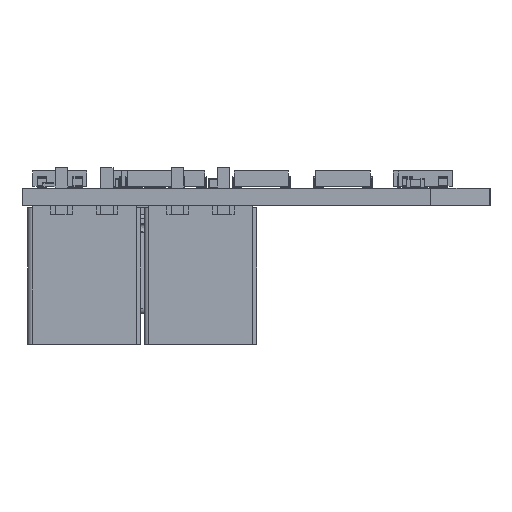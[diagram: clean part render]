
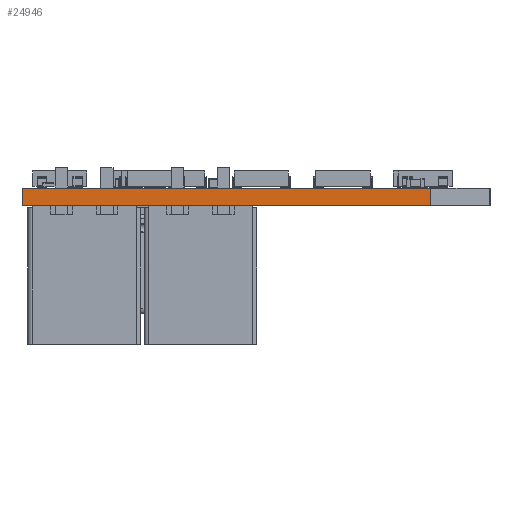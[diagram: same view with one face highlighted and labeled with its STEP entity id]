
A CAD part, left-side view. The second image highlights one B-rep face of the part: STEP entity #24946.
In plain terms, the highlighted planar face has unit normal (-1, 0, 0).
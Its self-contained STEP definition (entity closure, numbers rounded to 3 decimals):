
#23199 = PLANE('',#23200);
#23200 = AXIS2_PLACEMENT_3D('',#23201,#23202,#23203);
#23201 = CARTESIAN_POINT('',(77.6,-38.3,0.));
#23202 = DIRECTION('',(0.002,1.,-0.));
#23203 = DIRECTION('',(1.,-0.002,0.));
#23227 = PLANE('',#23228);
#23228 = AXIS2_PLACEMENT_3D('',#23229,#23230,#23231);
#23229 = CARTESIAN_POINT('',(116.407,-60.208,1.58));
#23230 = DIRECTION('',(-0.,-0.,-1.));
#23231 = DIRECTION('',(-1.,0.,0.));
#23281 = PLANE('',#23282);
#23282 = AXIS2_PLACEMENT_3D('',#23283,#23284,#23285);
#23283 = CARTESIAN_POINT('',(116.407,-60.208,0.));
#23284 = DIRECTION('',(-0.,-0.,-1.));
#23285 = DIRECTION('',(-1.,0.,0.));
#23296 = EDGE_CURVE('',#23297,#23299,#23301,.T.);
#23297 = VERTEX_POINT('',#23298);
#23298 = CARTESIAN_POINT('',(77.6,-38.3,0.));
#23299 = VERTEX_POINT('',#23300);
#23300 = CARTESIAN_POINT('',(77.6,-38.3,1.58));
#23301 = SURFACE_CURVE('',#23302,(#23306,#23313),.PCURVE_S1.);
#23302 = LINE('',#23303,#23304);
#23303 = CARTESIAN_POINT('',(77.6,-38.3,0.));
#23304 = VECTOR('',#23305,1.);
#23305 = DIRECTION('',(0.,0.,1.));
#23306 = PCURVE('',#23199,#23307);
#23307 = DEFINITIONAL_REPRESENTATION('',(#23308),#23312);
#23308 = LINE('',#23309,#23310);
#23309 = CARTESIAN_POINT('',(0.,0.));
#23310 = VECTOR('',#23311,1.);
#23311 = DIRECTION('',(0.,-1.));
#23312 = ( GEOMETRIC_REPRESENTATION_CONTEXT(2) 
PARAMETRIC_REPRESENTATION_CONTEXT() REPRESENTATION_CONTEXT('2D SPACE',''
  ) );
#23313 = PCURVE('',#23314,#23319);
#23314 = PLANE('',#23315);
#23315 = AXIS2_PLACEMENT_3D('',#23316,#23317,#23318);
#23316 = CARTESIAN_POINT('',(77.6,-76.05,0.));
#23317 = DIRECTION('',(-1.,0.,0.));
#23318 = DIRECTION('',(0.,1.,0.));
#23319 = DEFINITIONAL_REPRESENTATION('',(#23320),#23324);
#23320 = LINE('',#23321,#23322);
#23321 = CARTESIAN_POINT('',(37.75,0.));
#23322 = VECTOR('',#23323,1.);
#23323 = DIRECTION('',(0.,-1.));
#23324 = ( GEOMETRIC_REPRESENTATION_CONTEXT(2) 
PARAMETRIC_REPRESENTATION_CONTEXT() REPRESENTATION_CONTEXT('2D SPACE',''
  ) );
#23502 = VERTEX_POINT('',#23503);
#23503 = CARTESIAN_POINT('',(77.6,-76.05,0.));
#23517 = PLANE('',#23518);
#23518 = AXIS2_PLACEMENT_3D('',#23519,#23520,#23521);
#23519 = CARTESIAN_POINT('',(83.058,-81.483,0.));
#23520 = DIRECTION('',(-0.705,-0.709,0.));
#23521 = DIRECTION('',(-0.709,0.705,0.));
#23529 = EDGE_CURVE('',#23502,#23297,#23530,.T.);
#23530 = SURFACE_CURVE('',#23531,(#23535,#23542),.PCURVE_S1.);
#23531 = LINE('',#23532,#23533);
#23532 = CARTESIAN_POINT('',(77.6,-76.05,0.));
#23533 = VECTOR('',#23534,1.);
#23534 = DIRECTION('',(0.,1.,0.));
#23535 = PCURVE('',#23281,#23536);
#23536 = DEFINITIONAL_REPRESENTATION('',(#23537),#23541);
#23537 = LINE('',#23538,#23539);
#23538 = CARTESIAN_POINT('',(38.807,-15.842));
#23539 = VECTOR('',#23540,1.);
#23540 = DIRECTION('',(0.,1.));
#23541 = ( GEOMETRIC_REPRESENTATION_CONTEXT(2) 
PARAMETRIC_REPRESENTATION_CONTEXT() REPRESENTATION_CONTEXT('2D SPACE',''
  ) );
#23542 = PCURVE('',#23314,#23543);
#23543 = DEFINITIONAL_REPRESENTATION('',(#23544),#23548);
#23544 = LINE('',#23545,#23546);
#23545 = CARTESIAN_POINT('',(0.,0.));
#23546 = VECTOR('',#23547,1.);
#23547 = DIRECTION('',(1.,0.));
#23548 = ( GEOMETRIC_REPRESENTATION_CONTEXT(2) 
PARAMETRIC_REPRESENTATION_CONTEXT() REPRESENTATION_CONTEXT('2D SPACE',''
  ) );
#24303 = VERTEX_POINT('',#24304);
#24304 = CARTESIAN_POINT('',(77.6,-76.05,1.58));
#24325 = EDGE_CURVE('',#24303,#23299,#24326,.T.);
#24326 = SURFACE_CURVE('',#24327,(#24331,#24338),.PCURVE_S1.);
#24327 = LINE('',#24328,#24329);
#24328 = CARTESIAN_POINT('',(77.6,-76.05,1.58));
#24329 = VECTOR('',#24330,1.);
#24330 = DIRECTION('',(0.,1.,0.));
#24331 = PCURVE('',#23227,#24332);
#24332 = DEFINITIONAL_REPRESENTATION('',(#24333),#24337);
#24333 = LINE('',#24334,#24335);
#24334 = CARTESIAN_POINT('',(38.807,-15.842));
#24335 = VECTOR('',#24336,1.);
#24336 = DIRECTION('',(0.,1.));
#24337 = ( GEOMETRIC_REPRESENTATION_CONTEXT(2) 
PARAMETRIC_REPRESENTATION_CONTEXT() REPRESENTATION_CONTEXT('2D SPACE',''
  ) );
#24338 = PCURVE('',#23314,#24339);
#24339 = DEFINITIONAL_REPRESENTATION('',(#24340),#24344);
#24340 = LINE('',#24341,#24342);
#24341 = CARTESIAN_POINT('',(0.,-1.58));
#24342 = VECTOR('',#24343,1.);
#24343 = DIRECTION('',(1.,0.));
#24344 = ( GEOMETRIC_REPRESENTATION_CONTEXT(2) 
PARAMETRIC_REPRESENTATION_CONTEXT() REPRESENTATION_CONTEXT('2D SPACE',''
  ) );
#24946 = ADVANCED_FACE('',(#24947),#23314,.T.);
#24947 = FACE_BOUND('',#24948,.T.);
#24948 = EDGE_LOOP('',(#24949,#24970,#24971,#24972));
#24949 = ORIENTED_EDGE('',*,*,#24950,.T.);
#24950 = EDGE_CURVE('',#23502,#24303,#24951,.T.);
#24951 = SURFACE_CURVE('',#24952,(#24956,#24963),.PCURVE_S1.);
#24952 = LINE('',#24953,#24954);
#24953 = CARTESIAN_POINT('',(77.6,-76.05,0.));
#24954 = VECTOR('',#24955,1.);
#24955 = DIRECTION('',(0.,0.,1.));
#24956 = PCURVE('',#23314,#24957);
#24957 = DEFINITIONAL_REPRESENTATION('',(#24958),#24962);
#24958 = LINE('',#24959,#24960);
#24959 = CARTESIAN_POINT('',(0.,0.));
#24960 = VECTOR('',#24961,1.);
#24961 = DIRECTION('',(0.,-1.));
#24962 = ( GEOMETRIC_REPRESENTATION_CONTEXT(2) 
PARAMETRIC_REPRESENTATION_CONTEXT() REPRESENTATION_CONTEXT('2D SPACE',''
  ) );
#24963 = PCURVE('',#23517,#24964);
#24964 = DEFINITIONAL_REPRESENTATION('',(#24965),#24969);
#24965 = LINE('',#24966,#24967);
#24966 = CARTESIAN_POINT('',(7.701,0.));
#24967 = VECTOR('',#24968,1.);
#24968 = DIRECTION('',(0.,-1.));
#24969 = ( GEOMETRIC_REPRESENTATION_CONTEXT(2) 
PARAMETRIC_REPRESENTATION_CONTEXT() REPRESENTATION_CONTEXT('2D SPACE',''
  ) );
#24970 = ORIENTED_EDGE('',*,*,#24325,.T.);
#24971 = ORIENTED_EDGE('',*,*,#23296,.F.);
#24972 = ORIENTED_EDGE('',*,*,#23529,.F.);
